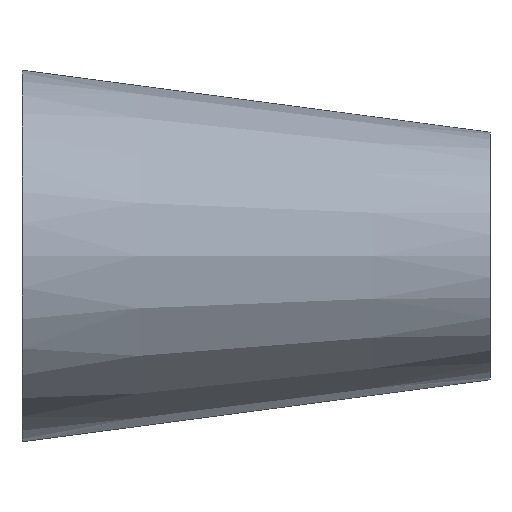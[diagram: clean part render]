
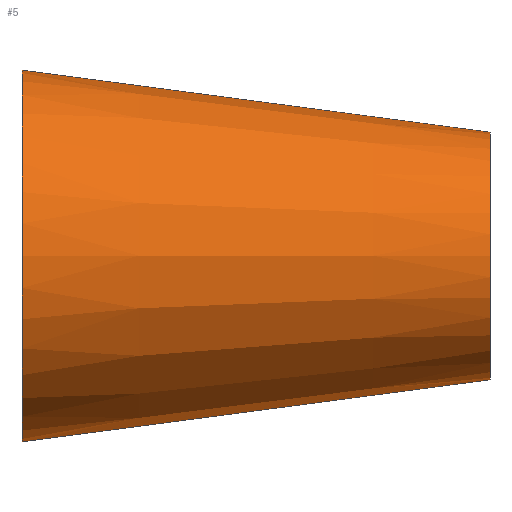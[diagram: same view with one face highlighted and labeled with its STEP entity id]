
A CAD part, top view. The second image highlights one B-rep face of the part: STEP entity #5.
In plain terms, the highlighted conical face has half-angle 7.536 degrees and reference radius 12.7 mm.
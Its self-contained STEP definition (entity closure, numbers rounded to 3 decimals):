
#5 = ADVANCED_FACE ( 'NONE', ( #172 ), #161, .T. ) ;
#9 = VECTOR ( 'NONE', #93, 1000. ) ;
#10 = VERTEX_POINT ( 'NONE', #130 ) ;
#13 = VERTEX_POINT ( 'NONE', #212 ) ;
#26 = AXIS2_PLACEMENT_3D ( 'NONE', #32, #79, #136 ) ;
#29 = CARTESIAN_POINT ( 'NONE',  ( 48., -2.805, 0. ) ) ;
#32 = CARTESIAN_POINT ( 'NONE',  ( 48., -2.805, 0. ) ) ;
#33 = DIRECTION ( 'NONE',  ( -1., 0., 0. ) ) ;
#34 = EDGE_CURVE ( 'NONE', #188, #10, #55, .T. ) ;
#36 = DIRECTION ( 'NONE',  ( 0., -1., 0. ) ) ;
#42 = AXIS2_PLACEMENT_3D ( 'NONE', #141, #122, #36 ) ;
#46 = EDGE_CURVE ( 'NONE', #188, #13, #128, .T. ) ;
#51 = DIRECTION ( 'NONE',  ( 0., -1., 0. ) ) ;
#55 = LINE ( 'NONE', #168, #9 ) ;
#58 = ORIENTED_EDGE ( 'NONE', *, *, #207, .T. ) ;
#61 = VERTEX_POINT ( 'NONE', #117 ) ;
#68 = AXIS2_PLACEMENT_3D ( 'NONE', #29, #33, #51 ) ;
#79 = DIRECTION ( 'NONE',  ( -1., 0., 0. ) ) ;
#81 = CIRCLE ( 'NONE', #42, 19.05 ) ;
#93 = DIRECTION ( 'NONE',  ( -0.991, -0.131, 0. ) ) ;
#95 = ORIENTED_EDGE ( 'NONE', *, *, #46, .T. ) ;
#101 = ORIENTED_EDGE ( 'NONE', *, *, #34, .F. ) ;
#106 = CARTESIAN_POINT ( 'NONE',  ( 48., 9.895, 0. ) ) ;
#111 = ORIENTED_EDGE ( 'NONE', *, *, #112, .F. ) ;
#112 = EDGE_CURVE ( 'NONE', #10, #61, #81, .T. ) ;
#114 = LINE ( 'NONE', #106, #123 ) ;
#117 = CARTESIAN_POINT ( 'NONE',  ( 0., 16.245, 0. ) ) ;
#122 = DIRECTION ( 'NONE',  ( -1., 0., 0. ) ) ;
#123 = VECTOR ( 'NONE', #162, 1000. ) ;
#128 = CIRCLE ( 'NONE', #68, 12.7 ) ;
#130 = CARTESIAN_POINT ( 'NONE',  ( 0., -21.855, 0. ) ) ;
#136 = DIRECTION ( 'NONE',  ( 0., -1., 0. ) ) ;
#141 = CARTESIAN_POINT ( 'NONE',  ( 0., -2.805, 0. ) ) ;
#158 = CARTESIAN_POINT ( 'NONE',  ( 48., -15.505, 0. ) ) ;
#161 = CONICAL_SURFACE ( 'NONE', #26, 12.7, 0.132 ) ;
#162 = DIRECTION ( 'NONE',  ( -0.991, 0.131, 0. ) ) ;
#168 = CARTESIAN_POINT ( 'NONE',  ( 48., -15.505, 0. ) ) ;
#172 = FACE_OUTER_BOUND ( 'NONE', #186, .T. ) ;
#186 = EDGE_LOOP ( 'NONE', ( #95, #58, #111, #101 ) ) ;
#188 = VERTEX_POINT ( 'NONE', #158 ) ;
#207 = EDGE_CURVE ( 'NONE', #13, #61, #114, .T. ) ;
#212 = CARTESIAN_POINT ( 'NONE',  ( 48., 9.895, 0. ) ) ;
